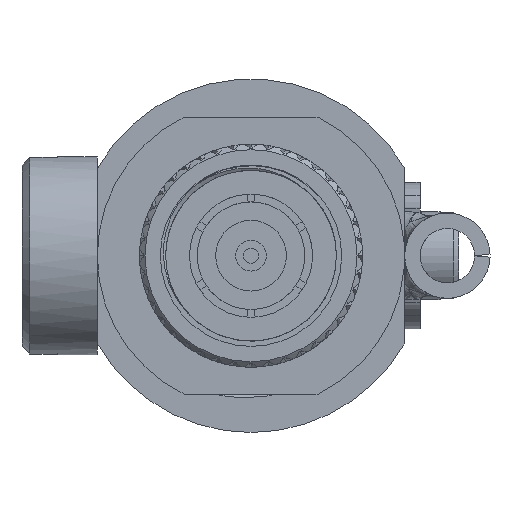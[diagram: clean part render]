
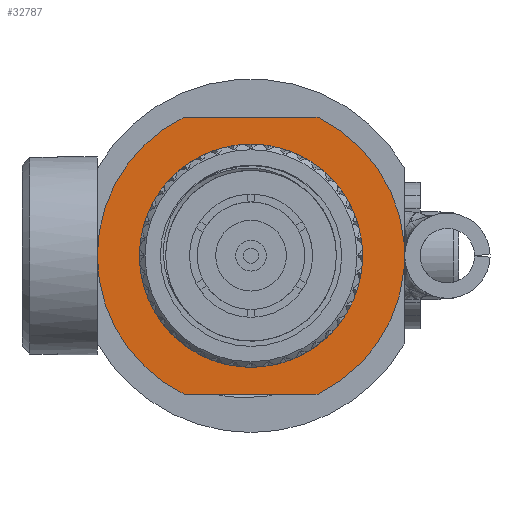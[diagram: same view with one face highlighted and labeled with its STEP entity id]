
A CAD part, left-side view. The second image highlights one B-rep face of the part: STEP entity #32787.
In plain terms, the highlighted planar face has unit normal (-1, 0, 0).
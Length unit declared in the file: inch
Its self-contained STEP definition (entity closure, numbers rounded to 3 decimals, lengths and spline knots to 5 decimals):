
#924 = ORIENTED_EDGE ( 'NONE', *, *, #31414, .F. ) ;
#4326 = VERTEX_POINT ( 'NONE', #9085 ) ;
#4660 = DIRECTION ( 'NONE',  ( 0., 0., 1. ) ) ;
#4834 = CARTESIAN_POINT ( 'NONE',  ( -0.05906, -0.35433, -0.17161 ) ) ;
#5005 = AXIS2_PLACEMENT_3D ( 'NONE', #43984, #37871, #62800 ) ;
#5950 = FACE_OUTER_BOUND ( 'NONE', #75977, .T. ) ;
#6116 = EDGE_CURVE ( 'NONE', #4326, #14843, #70426, .T. ) ;
#9085 = CARTESIAN_POINT ( 'NONE',  ( -0.05906, 0., 0.18701 ) ) ;
#10276 = AXIS2_PLACEMENT_3D ( 'NONE', #72542, #54514, #11094 ) ;
#11094 = DIRECTION ( 'NONE',  ( 0., 0., 1. ) ) ;
#11193 = VERTEX_POINT ( 'NONE', #4834 ) ;
#13705 = AXIS2_PLACEMENT_3D ( 'NONE', #31175, #20100, #20507 ) ;
#14843 = VERTEX_POINT ( 'NONE', #24758 ) ;
#15258 = AXIS2_PLACEMENT_3D ( 'NONE', #60821, #55917, #74359 ) ;
#15446 = CIRCLE ( 'NONE', #61173, 0.18701 ) ;
#17137 = EDGE_CURVE ( 'NONE', #14843, #4326, #15446, .T. ) ;
#18423 = CARTESIAN_POINT ( 'NONE',  ( -0.05906, 0., -0.3937 ) ) ;
#20100 = DIRECTION ( 'NONE',  ( -1., 0., 0. ) ) ;
#20507 = DIRECTION ( 'NONE',  ( 0., 0., 1. ) ) ;
#21271 = EDGE_LOOP ( 'NONE', ( #27484, #25695 ) ) ;
#22231 = ORIENTED_EDGE ( 'NONE', *, *, #75568, .T. ) ;
#22317 = ORIENTED_EDGE ( 'NONE', *, *, #29042, .T. ) ;
#22613 = CARTESIAN_POINT ( 'NONE',  ( -0.05906, -0.35433, 0.17161 ) ) ;
#23428 = VERTEX_POINT ( 'NONE', #52645 ) ;
#24758 = CARTESIAN_POINT ( 'NONE',  ( -0.05906, 0., -0.18701 ) ) ;
#25695 = ORIENTED_EDGE ( 'NONE', *, *, #6116, .F. ) ;
#26427 = EDGE_CURVE ( 'NONE', #60194, #11193, #63980, .T. ) ;
#27484 = ORIENTED_EDGE ( 'NONE', *, *, #17137, .F. ) ;
#29042 = EDGE_CURVE ( 'NONE', #60194, #49177, #74006, .T. ) ;
#31175 = CARTESIAN_POINT ( 'NONE',  ( -0.05906, 0., 0. ) ) ;
#31414 = EDGE_CURVE ( 'NONE', #23428, #49177, #37198, .T. ) ;
#32787 = ADVANCED_FACE ( 'NONE', ( #66995, #5950 ), #35905, .T. ) ;
#33413 = AXIS2_PLACEMENT_3D ( 'NONE', #65894, #72860, #34803 ) ;
#34803 = DIRECTION ( 'NONE',  ( 0., 0., 1. ) ) ;
#35905 = PLANE ( 'NONE',  #15258 ) ;
#36259 = VERTEX_POINT ( 'NONE', #18423 ) ;
#37198 = LINE ( 'NONE', #48641, #72755 ) ;
#37456 = ORIENTED_EDGE ( 'NONE', *, *, #26427, .F. ) ;
#37871 = DIRECTION ( 'NONE',  ( -1., 0., 0. ) ) ;
#38589 = CIRCLE ( 'NONE', #13705, 0.3937 ) ;
#43984 = CARTESIAN_POINT ( 'NONE',  ( -0.05906, 0., 0. ) ) ;
#45971 = CARTESIAN_POINT ( 'NONE',  ( -0.05906, -0.35433, 0. ) ) ;
#46857 = CARTESIAN_POINT ( 'NONE',  ( -0.05906, 0., 0. ) ) ;
#48641 = CARTESIAN_POINT ( 'NONE',  ( -0.05906, 0.35433, 0. ) ) ;
#49177 = VERTEX_POINT ( 'NONE', #80383 ) ;
#51358 = EDGE_CURVE ( 'NONE', #36259, #11193, #38589, .T. ) ;
#52645 = CARTESIAN_POINT ( 'NONE',  ( -0.05906, 0.35433, -0.17161 ) ) ;
#54215 = DIRECTION ( 'NONE',  ( -1., 0., 0. ) ) ;
#54385 = ORIENTED_EDGE ( 'NONE', *, *, #51358, .T. ) ;
#54514 = DIRECTION ( 'NONE',  ( -1., 0., 0. ) ) ;
#55787 = VECTOR ( 'NONE', #64782, 39.37008 ) ;
#55917 = DIRECTION ( 'NONE',  ( -1., 0., 0. ) ) ;
#60194 = VERTEX_POINT ( 'NONE', #22613 ) ;
#60821 = CARTESIAN_POINT ( 'NONE',  ( -0.05906, 0., 0. ) ) ;
#61173 = AXIS2_PLACEMENT_3D ( 'NONE', #46857, #54215, #4660 ) ;
#62800 = DIRECTION ( 'NONE',  ( 0., 0., 1. ) ) ;
#63980 = LINE ( 'NONE', #45971, #55787 ) ;
#64782 = DIRECTION ( 'NONE',  ( 0., 0., -1. ) ) ;
#65894 = CARTESIAN_POINT ( 'NONE',  ( -0.05906, 0., 0. ) ) ;
#66995 = FACE_BOUND ( 'NONE', #21271, .T. ) ;
#67820 = CIRCLE ( 'NONE', #10276, 0.3937 ) ;
#67888 = DIRECTION ( 'NONE',  ( 0., 0., 1. ) ) ;
#70426 = CIRCLE ( 'NONE', #5005, 0.18701 ) ;
#72542 = CARTESIAN_POINT ( 'NONE',  ( -0.05906, 0., 0. ) ) ;
#72755 = VECTOR ( 'NONE', #67888, 39.37008 ) ;
#72860 = DIRECTION ( 'NONE',  ( -1., 0., 0. ) ) ;
#74006 = CIRCLE ( 'NONE', #33413, 0.3937 ) ;
#74359 = DIRECTION ( 'NONE',  ( 0., 0., 1. ) ) ;
#75568 = EDGE_CURVE ( 'NONE', #23428, #36259, #67820, .T. ) ;
#75977 = EDGE_LOOP ( 'NONE', ( #924, #22231, #54385, #37456, #22317 ) ) ;
#80383 = CARTESIAN_POINT ( 'NONE',  ( -0.05906, 0.35433, 0.17161 ) ) ;
